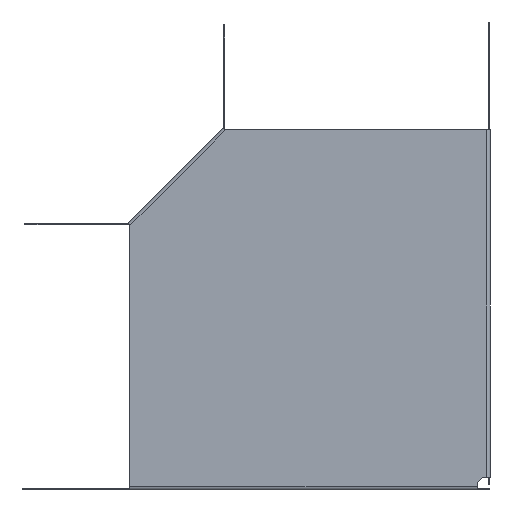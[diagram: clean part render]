
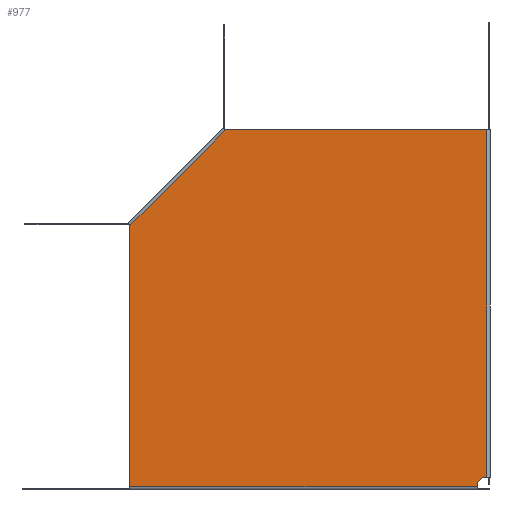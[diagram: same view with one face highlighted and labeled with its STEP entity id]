
A CAD part, front view. The second image highlights one B-rep face of the part: STEP entity #977.
In plain terms, the highlighted planar face has unit normal (0, -1, 0).
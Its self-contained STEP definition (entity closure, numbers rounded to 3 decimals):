
#17 = CARTESIAN_POINT ( 'NONE',  ( 0., 0., 0. ) ) ;
#151 = CARTESIAN_POINT ( 'NONE',  ( -46.173, 0., 99.207 ) ) ;
#158 = CARTESIAN_POINT ( 'NONE',  ( 98.707, 0., -98.707 ) ) ;
#273 = CARTESIAN_POINT ( 'NONE',  ( 99.207, 0., 99.207 ) ) ;
#379 = DIRECTION ( 'NONE',  ( 0., 0., 1. ) ) ;
#397 = CARTESIAN_POINT ( 'NONE',  ( -99.207, 0., -99.207 ) ) ;
#404 = ORIENTED_EDGE ( 'NONE', *, *, #710, .F. ) ;
#487 = ORIENTED_EDGE ( 'NONE', *, *, #2422, .F. ) ;
#613 = DIRECTION ( 'NONE',  ( 0., 0., -1. ) ) ;
#710 = EDGE_CURVE ( 'NONE', #4157, #2536, #934, .T. ) ;
#711 = DIRECTION ( 'NONE',  ( 0., -1., 0. ) ) ;
#712 = VERTEX_POINT ( 'NONE', #151 ) ;
#744 = EDGE_CURVE ( 'NONE', #1263, #2845, #4167, .T. ) ;
#805 = CARTESIAN_POINT ( 'NONE',  ( 93.707, 0., -98.707 ) ) ;
#825 = VECTOR ( 'NONE', #2966, 1000. ) ;
#917 = LINE ( 'NONE', #3749, #2995 ) ;
#934 = LINE ( 'NONE', #397, #2460 ) ;
#969 = AXIS2_PLACEMENT_3D ( 'NONE', #17, #1233, #613 ) ;
#977 = ADVANCED_FACE ( 'NONE', ( #1379 ), #2634, .T. ) ;
#978 = ORIENTED_EDGE ( 'NONE', *, *, #4605, .F. ) ;
#1046 = DIRECTION ( 'NONE',  ( 0., 0., 1. ) ) ;
#1233 = DIRECTION ( 'NONE',  ( 0., -1., 0. ) ) ;
#1263 = VERTEX_POINT ( 'NONE', #3060 ) ;
#1332 = AXIS2_PLACEMENT_3D ( 'NONE', #158, #711, #1046 ) ;
#1379 = FACE_OUTER_BOUND ( 'NONE', #4459, .T. ) ;
#1470 = CARTESIAN_POINT ( 'NONE',  ( 93.707, 0., -99.207 ) ) ;
#1619 = VECTOR ( 'NONE', #3190, 1000. ) ;
#1771 = DIRECTION ( 'NONE',  ( 1., 0., 0. ) ) ;
#1860 = VECTOR ( 'NONE', #2557, 1000. ) ;
#1959 = ORIENTED_EDGE ( 'NONE', *, *, #3846, .F. ) ;
#1960 = EDGE_CURVE ( 'NONE', #3679, #1263, #4235, .T. ) ;
#2115 = LINE ( 'NONE', #273, #1860 ) ;
#2185 = CARTESIAN_POINT ( 'NONE',  ( 99.207, 0., -93.707 ) ) ;
#2289 = LINE ( 'NONE', #4889, #2412 ) ;
#2350 = EDGE_CURVE ( 'NONE', #712, #3086, #2289, .T. ) ;
#2412 = VECTOR ( 'NONE', #1771, 1000. ) ;
#2422 = EDGE_CURVE ( 'NONE', #3086, #3679, #2115, .T. ) ;
#2460 = VECTOR ( 'NONE', #379, 1000. ) ;
#2471 = ORIENTED_EDGE ( 'NONE', *, *, #2350, .F. ) ;
#2536 = VERTEX_POINT ( 'NONE', #3532 ) ;
#2557 = DIRECTION ( 'NONE',  ( 0., 0., -1. ) ) ;
#2634 = PLANE ( 'NONE',  #969 ) ;
#2780 = CARTESIAN_POINT ( 'NONE',  ( 99.207, 0., 99.207 ) ) ;
#2845 = VERTEX_POINT ( 'NONE', #805 ) ;
#2856 = CARTESIAN_POINT ( 'NONE',  ( -99.207, 0., -99.207 ) ) ;
#2904 = ORIENTED_EDGE ( 'NONE', *, *, #744, .F. ) ;
#2953 = CARTESIAN_POINT ( 'NONE',  ( 93.707, 0., -99.207 ) ) ;
#2966 = DIRECTION ( 'NONE',  ( -1., 0., 0. ) ) ;
#2995 = VECTOR ( 'NONE', #3386, 1000. ) ;
#3011 = DIRECTION ( 'NONE',  ( 0., 0., -1. ) ) ;
#3060 = CARTESIAN_POINT ( 'NONE',  ( 98.707, 0., -93.707 ) ) ;
#3086 = VERTEX_POINT ( 'NONE', #2780 ) ;
#3190 = DIRECTION ( 'NONE',  ( -1., 0., 0. ) ) ;
#3358 = LINE ( 'NONE', #3551, #1619 ) ;
#3386 = DIRECTION ( 'NONE',  ( 0.707, 0., 0.707 ) ) ;
#3532 = CARTESIAN_POINT ( 'NONE',  ( -99.207, 0., 46.173 ) ) ;
#3551 = CARTESIAN_POINT ( 'NONE',  ( -99.207, 0., -99.207 ) ) ;
#3679 = VERTEX_POINT ( 'NONE', #4896 ) ;
#3702 = ORIENTED_EDGE ( 'NONE', *, *, #1960, .F. ) ;
#3749 = CARTESIAN_POINT ( 'NONE',  ( -99.207, 0., 46.173 ) ) ;
#3798 = ORIENTED_EDGE ( 'NONE', *, *, #4583, .F. ) ;
#3846 = EDGE_CURVE ( 'NONE', #4324, #4157, #3358, .T. ) ;
#4157 = VERTEX_POINT ( 'NONE', #2856 ) ;
#4167 = CIRCLE ( 'NONE', #1332, 5. ) ;
#4235 = LINE ( 'NONE', #2185, #825 ) ;
#4324 = VERTEX_POINT ( 'NONE', #2953 ) ;
#4445 = LINE ( 'NONE', #1470, #4785 ) ;
#4459 = EDGE_LOOP ( 'NONE', ( #978, #2904, #3702, #487, #2471, #3798, #404, #1959 ) ) ;
#4583 = EDGE_CURVE ( 'NONE', #2536, #712, #917, .T. ) ;
#4605 = EDGE_CURVE ( 'NONE', #2845, #4324, #4445, .T. ) ;
#4785 = VECTOR ( 'NONE', #3011, 1000. ) ;
#4889 = CARTESIAN_POINT ( 'NONE',  ( -46.173, 0., 99.207 ) ) ;
#4896 = CARTESIAN_POINT ( 'NONE',  ( 99.207, 0., -93.707 ) ) ;
